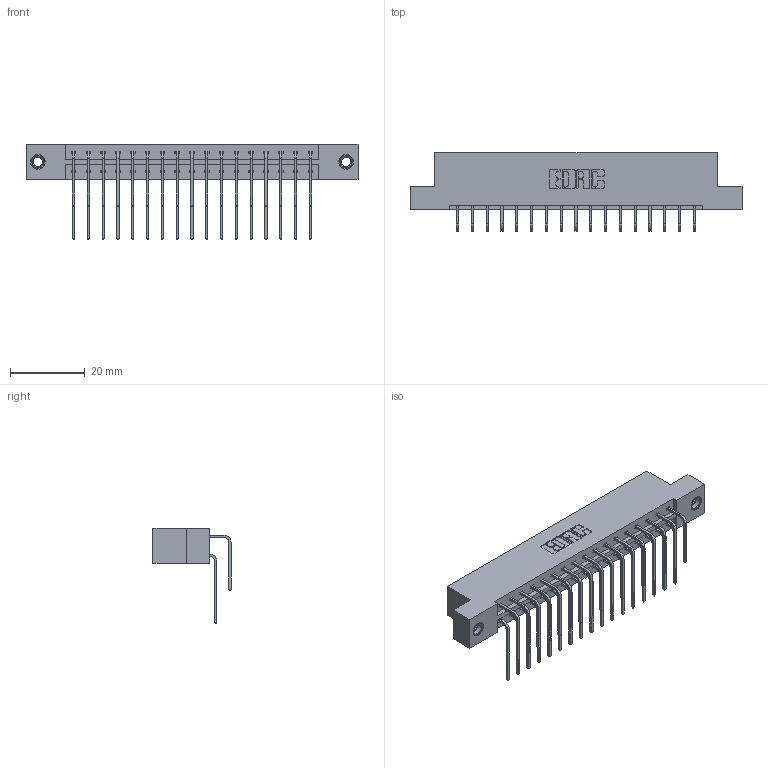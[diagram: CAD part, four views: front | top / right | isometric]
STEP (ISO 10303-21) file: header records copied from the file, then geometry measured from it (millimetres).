
FILE_DESCRIPTION (( 'STEP AP203' ), '1' );
FILE_NAME ('333-034-559-207.STEP', '2018-08-02T23:04:44', ( '' ), ( '' ), 'SwSTEP 2.0', 'SolidWorks 2016', '' );
FILE_SCHEMA (( 'CONFIG_CONTROL_DESIGN' ));
Length unit declared in the file: inch
Products named in the file (5): 333-034-559-207; 333 Part_Flush - .156 Dia - TI; 345-292-001_558 559 Tail - 1; 345-292-001_559 Tail - 2; 345-250-001_345-250-005-103
Assembly tree (37 placements, depth 2):
  333-034-559-207
    333 Part_Flush - .156 Dia - TI
    345-292-001_558 559 Tail - 1  x17
    345-292-001_559 Tail - 2  x17
    345-250-001_345-250-005-103  x2
Bounding box: 88.9 x 20.9 x 25.53 mm (x, y, z)
Volume: 9025 mm3; surface area: 11412.3 mm2
Topology: 37 solids, 37 shells, 2010 faces, 5921 edges, 3894 vertices
Faces by surface type: plane 1394, cylinder 600, cone 12, torus 4
Entity records: 17140 total; most frequent: CARTESIAN_POINT 2904, ORIENTED_EDGE 2782, DIRECTION 2537, EDGE_CURVE 1391, VECTOR 1203, LINE 1203, VERTEX_POINT 920, AXIS2_PLACEMENT_3D 667
